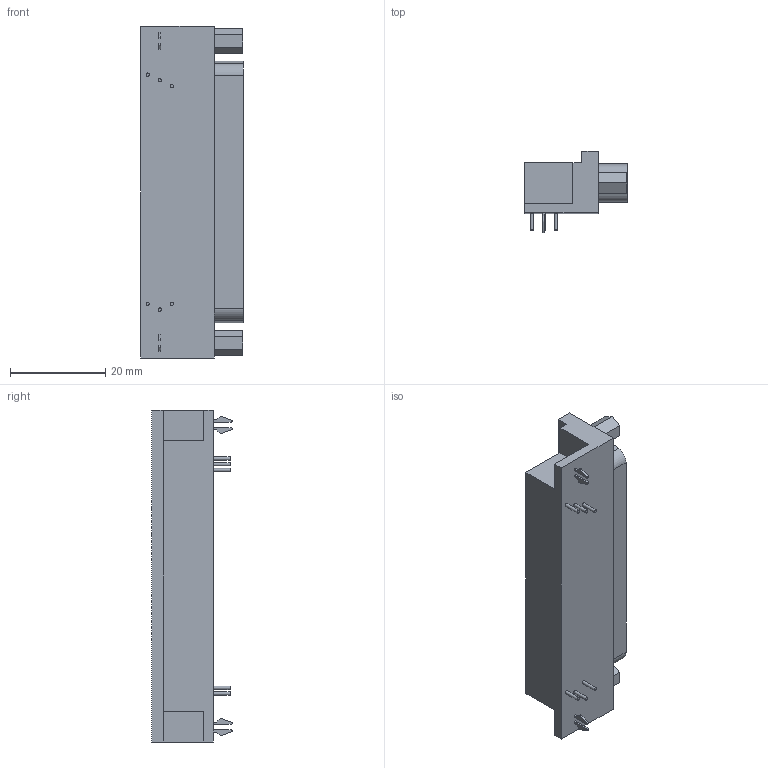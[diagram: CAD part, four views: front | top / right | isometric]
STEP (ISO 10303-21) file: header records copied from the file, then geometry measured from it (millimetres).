
FILE_DESCRIPTION(/* description */ (''),/* implementation_level */ '2;1');
FILE_NAME(/* name */ '100222239ugm000_a.stp',/* time_stamp */ '2014-03-25T09:59:55+01:00',/* author */ (''),/* organization */ (''),/* preprocessor_version */ 'ST-DEVELOPER v15',/* originating_system */ 'SIEMENS PLM Software NX 8.5',/* authorisation */ '');
FILE_SCHEMA (('AUTOMOTIVE_DESIGN { 1 0 10303 214 3 1 1 1 }'));
Length unit declared in the file: millimetre
Products named in the file (1): 100222239ugm000_a
Bounding box: 21.5 x 16.93 x 69.8 mm (x, y, z)
Volume: 13584 mm3; surface area: 5409.4 mm2
Topology: 1 solids, 1 shells, 97 faces, 265 edges, 326 vertices
Faces by surface type: plane 71, cylinder 20, cone 6
Full cylindrical faces by diameter (mm): 0.7 x6, 2.6 x2
Entity records: 3929 total; most frequent: CARTESIAN_POINT 595, DIRECTION 505, ORIENTED_EDGE 416, EDGE_CURVE 208, LINE 205, VECTOR 205, PRESENTATION_STYLE_ASSIGNMENT 189, AXIS2_PLACEMENT_3D 150
